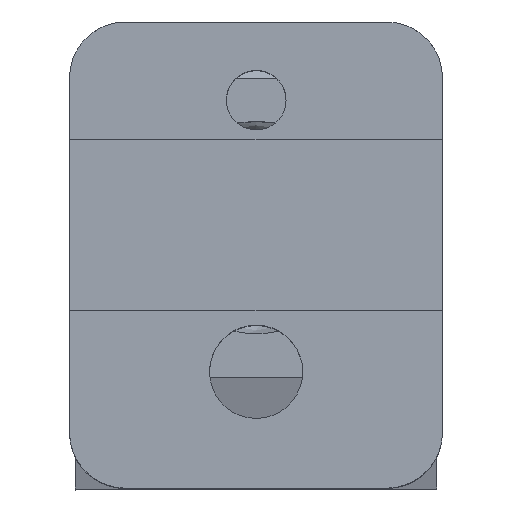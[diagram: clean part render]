
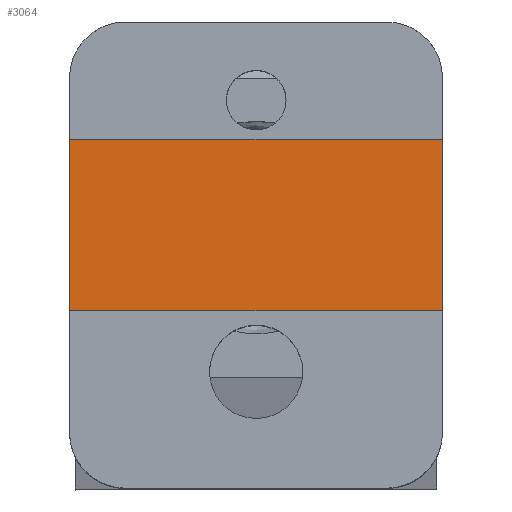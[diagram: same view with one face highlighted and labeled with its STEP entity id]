
A CAD part, top view. The second image highlights one B-rep face of the part: STEP entity #3064.
In plain terms, the highlighted planar face has unit normal (0, 0, 1).
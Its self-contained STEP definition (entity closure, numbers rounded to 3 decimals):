
#492=FACE_OUTER_BOUND('',#692,.T.);
#692=EDGE_LOOP('',(#2723,#2724,#2725,#2726));
#932=LINE('',#5907,#1181);
#933=LINE('',#5909,#1182);
#934=LINE('',#5911,#1183);
#935=LINE('',#5912,#1184);
#1181=VECTOR('',#4212,10.);
#1182=VECTOR('',#4213,10.);
#1183=VECTOR('',#4214,10.);
#1184=VECTOR('',#4215,10.);
#1478=VERTEX_POINT('',#5905);
#1479=VERTEX_POINT('',#5906);
#1480=VERTEX_POINT('',#5908);
#1481=VERTEX_POINT('',#5910);
#1900=EDGE_CURVE('',#1478,#1479,#932,.T.);
#1901=EDGE_CURVE('',#1478,#1480,#933,.T.);
#1902=EDGE_CURVE('',#1481,#1480,#934,.T.);
#1903=EDGE_CURVE('',#1481,#1479,#935,.T.);
#2723=ORIENTED_EDGE('',*,*,#1900,.F.);
#2724=ORIENTED_EDGE('',*,*,#1901,.T.);
#2725=ORIENTED_EDGE('',*,*,#1902,.F.);
#2726=ORIENTED_EDGE('',*,*,#1903,.T.);
#2894=PLANE('',#3383);
#3064=ADVANCED_FACE('',(#492),#2894,.T.);
#3383=AXIS2_PLACEMENT_3D('',#5904,#4210,#4211);
#4210=DIRECTION('center_axis',(0.,0.,1.));
#4211=DIRECTION('ref_axis',(-1.,0.,0.));
#4212=DIRECTION('',(1.,0.,0.));
#4213=DIRECTION('',(0.,-1.,0.));
#4214=DIRECTION('',(-1.,0.,0.));
#4215=DIRECTION('',(0.,1.,0.));
#5904=CARTESIAN_POINT('Origin',(9.988,12.19,35.3));
#5905=CARTESIAN_POINT('',(-0.012,18.395,35.3));
#5906=CARTESIAN_POINT('',(19.988,18.395,35.3));
#5907=CARTESIAN_POINT('',(14.988,18.395,35.3));
#5908=CARTESIAN_POINT('',(-0.012,9.195,35.3));
#5909=CARTESIAN_POINT('',(-0.012,18.44,35.3));
#5910=CARTESIAN_POINT('',(19.988,9.195,35.3));
#5911=CARTESIAN_POINT('',(4.988,9.195,35.3));
#5912=CARTESIAN_POINT('',(19.988,5.94,35.3));
